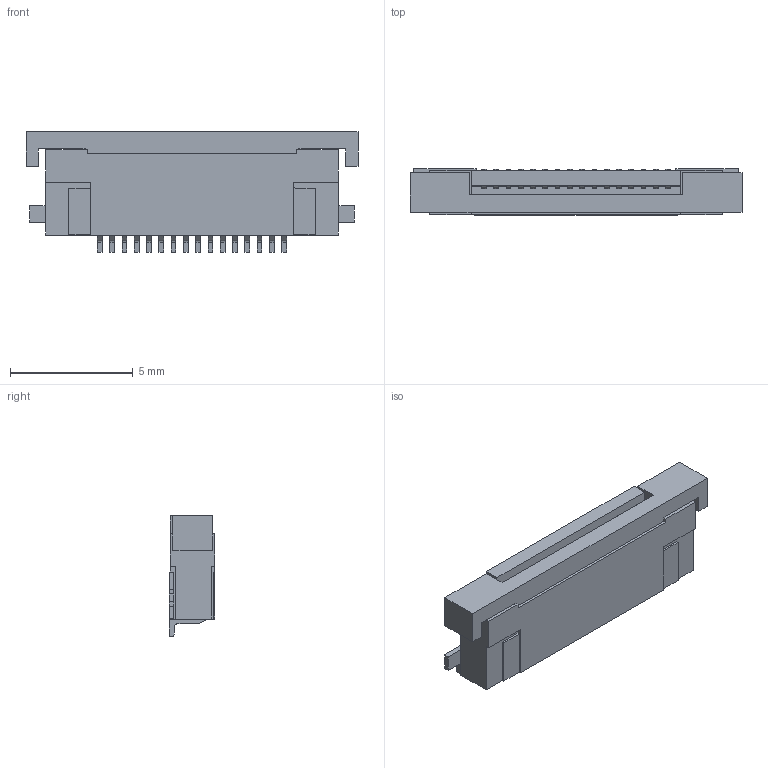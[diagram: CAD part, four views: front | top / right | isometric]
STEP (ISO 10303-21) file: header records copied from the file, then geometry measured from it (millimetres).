
FILE_DESCRIPTION(/* description */ (''),/* implementation_level */ '2;1');
FILE_NAME(/* name */ 'ssfv16r_1stlf.step',/* time_stamp */ '2019-07-06T14:41:16+02:00',/* author */ (''),/* organization */ (''),/* preprocessor_version */ 'ST-DEVELOPER v18',/* originating_system */ 'Autodesk Translation Framework v8.2.0.1029',/* authorisation */ '');
FILE_SCHEMA (('AUTOMOTIVE_DESIGN { 1 0 10303 214 3 1 1 }'));
Length unit declared in the file: millimetre
Products named in the file (1): ssfv16r_1stlf
Bounding box: 13.5 x 1.87 x 4.9 mm (x, y, z)
Volume: 83.2 mm3; surface area: 273.9 mm2
Topology: 1 solids, 1 shells, 404 faces, 1156 edges, 770 vertices
Faces by surface type: plane 356, cylinder 48
Entity records: 13289 total; most frequent: CARTESIAN_POINT 2331, ORIENTED_EDGE 2312, DIRECTION 2062, EDGE_CURVE 1156, LINE 1060, VECTOR 1060, VERTEX_POINT 770, AXIS2_PLACEMENT_3D 501
